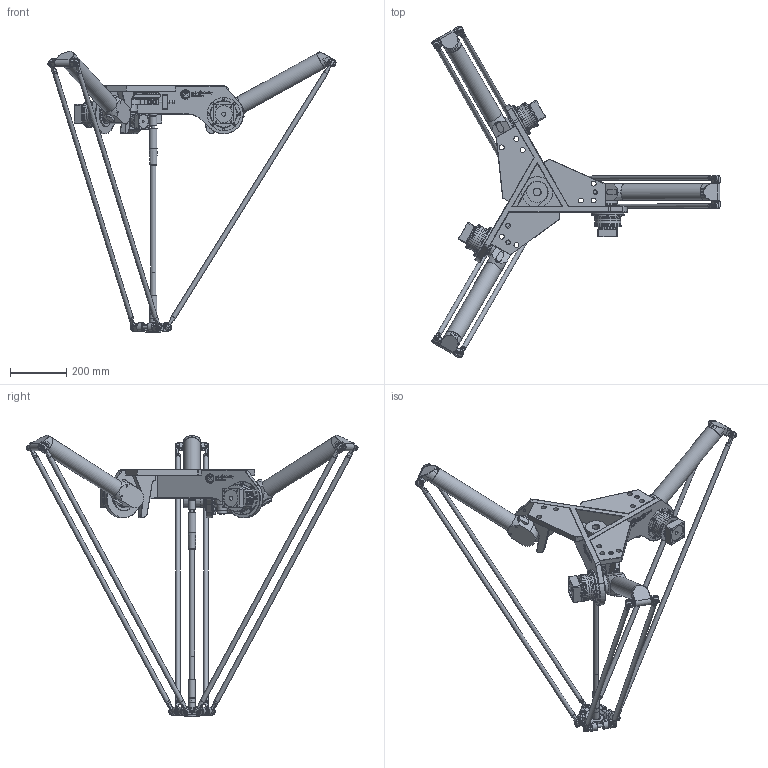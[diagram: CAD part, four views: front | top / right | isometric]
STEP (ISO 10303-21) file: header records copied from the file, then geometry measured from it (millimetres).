
FILE_DESCRIPTION(/* description */ (''),/* implementation_level */ '2;1');
FILE_NAME(/* name */ '3D-model_A_00864.stp',/* time_stamp */ '2021-12-21T11:37:20+01:00',/* author */ ('michael.schutter'),/* organization */ ('Majatronic'),/* preprocessor_version */ 'ST-DEVELOPER v16.5',/* originating_system */ 'Autodesk Inventor 2017',/* authorisation */ '');
FILE_SCHEMA (('AUTOMOTIVE_DESIGN { 1 0 10303 214 3 1 1 }'));
Length unit declared in the file: millimetre
Products named in the file (12): A_00864_DUMMY; MT_BGR00104526; MT_WST00109728; MT_WST00055542MT_WST; MT_WST00055576MT_WST; MT_WST00101401; MT_WST00101752; MT_WST00101753 Dummy ISO Flansch; MT_WST00059565MT_WST; MT_WST00104892; MT_WST00107108 Dummy Teleskop unten; MT_WST00104112 Dummy Teleskop Oben
Assembly tree (25 placements, depth 3):
  A_00864_DUMMY
    MT_BGR00104526
      MT_WST00109728
      MT_WST00055542MT_WST  x3
      MT_WST00055576MT_WST
    MT_WST00101401  x6
    MT_WST00101752
    MT_WST00101753 Dummy ISO Flansch
    MT_WST00059565MT_WST  x3
    MT_WST00104892  x6
    MT_WST00107108 Dummy Teleskop unten
    MT_WST00104112 Dummy Teleskop Oben
Bounding box: 1023 x 1178.02 x 997.39 mm (x, y, z)
Volume: 13113671.3 mm3; surface area: 1670522.3 mm2
Topology: 24 solids, 24 shells, 2993 faces, 6900 edges, 4335 vertices
Faces by surface type: plane 1656, cylinder 832, cone 276, torus 144, bspline 81, sphere 4
Full cylindrical faces by diameter (mm): 3 x1, 3.917 x4, 4.917 x25, 5 x24, 5.188 x24, 6 x1, 8 x39, 8.5 x48, 9 x1, 10 x3, 11.4 x1, 12 x31, 13 x2, 14 x3, 15.8 x12, 16 x32, 16.199 x1, 16.999 x1, 17.5 x9, 18 x24, 19 x1, 20 x1, 21 x1, 25 x5, 26 x2, 28 x1, 34.999 x1, 37 x1, 42 x2, 49.999 x3
Entity records: 57796 total; most frequent: CARTESIAN_POINT 16527, DIRECTION 8572, ORIENTED_EDGE 7772, EDGE_CURVE 3886, AXIS2_PLACEMENT_3D 3079, VERTEX_POINT 2652, LINE 2414, VECTOR 2414
